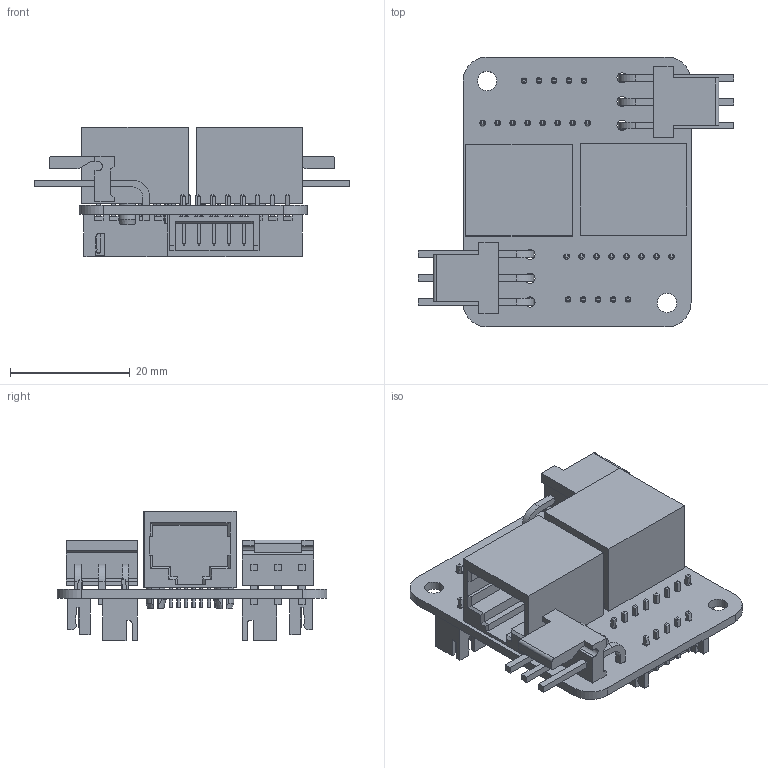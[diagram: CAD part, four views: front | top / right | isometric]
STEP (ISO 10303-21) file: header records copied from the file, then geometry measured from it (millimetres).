
FILE_DESCRIPTION(('KiCad electronic assembly'),'2;1');
FILE_NAME('Motor_Adapt_M.step','2025-04-05T00:59:06',('Pcbnew'),('Kicad' ),'Open CASCADE STEP processor 7.8','KiCad to STEP converter', 'Unknown');
FILE_SCHEMA(('AUTOMOTIVE_DESIGN { 1 0 10303 214 1 1 1 1 }'));
Length unit declared in the file: millimetre
Products named in the file (6): Motor_Adapt_M 1; 3-641210-3; 54602-908LF; JST_EH_B5B-EH-A_1x05_P2.50mm_Vertical; JST_XH_B8B-XH-A_1x08_P2.50mm_Vertical; Motor_Joint_Splitter_PCB
Assembly tree (9 placements, depth 2):
  Motor_Adapt_M 1
    3-641210-3  x2
    54602-908LF  x2
    JST_EH_B5B-EH-A_1x05_P2.50mm_Vertical  x2
    JST_XH_B8B-XH-A_1x08_P2.50mm_Vertical  x2
    Motor_Joint_Splitter_PCB
Bounding box: 52.66 x 45 x 21.53 mm (x, y, z)
Volume: 8728.2 mm3; surface area: 12615.7 mm2
Topology: 25 solids, 25 shells, 1172 faces, 2956 edges, 1904 vertices
Faces by surface type: plane 1030, cylinder 134, cone 8
Full cylindrical faces by diameter (mm): 0.762 x16, 0.95 x26, 1.7 x6, 3.2 x2, 3.302 x4
Entity records: 21421 total; most frequent: CARTESIAN_POINT 3277, ORIENTED_EDGE 3142, DIRECTION 3007, EDGE_CURVE 1571, LINE 1359, VECTOR 1359, VERTEX_POINT 1014, AXIS2_PLACEMENT_3D 824
